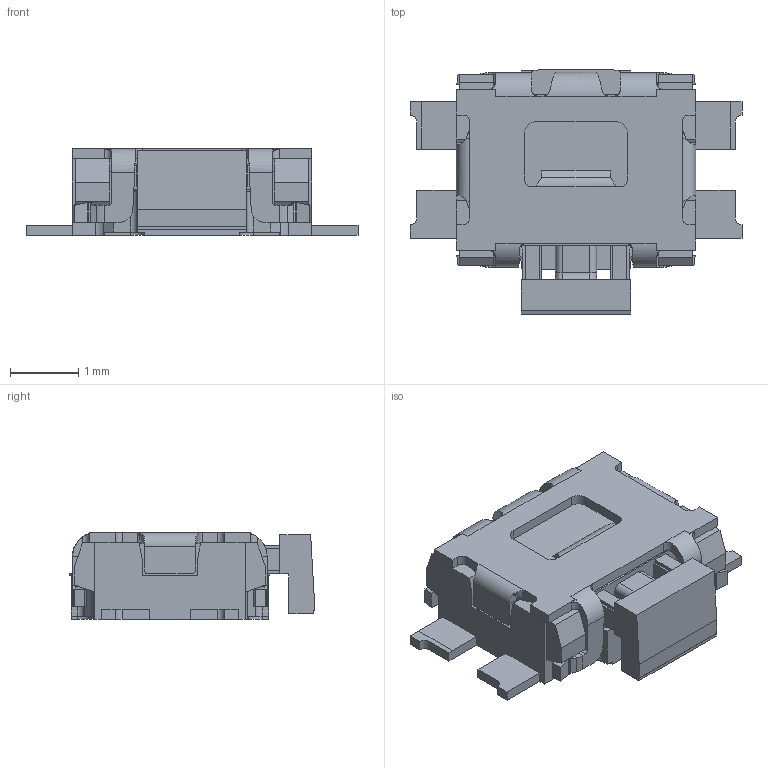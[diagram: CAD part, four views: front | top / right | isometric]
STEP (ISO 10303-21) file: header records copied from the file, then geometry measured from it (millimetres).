
FILE_DESCRIPTION (( 'STEP AP214' ), '1' );
FILE_NAME ('SKSCLC.STEP', '2010-12-01T01:21:09', ( '' ), ( '' ), 'SwSTEP 2.0', 'SolidWorks 2007', '' );
FILE_SCHEMA (( 'AUTOMOTIVE_DESIGN' ));
Length unit declared in the file: millimetre
Products named in the file (1): SKSCLC
Bounding box: 4.85 x 3.56 x 1.27 mm (x, y, z)
Volume: 12.4 mm3; surface area: 57.9 mm2
Topology: 1 solids, 1 shells, 452 faces, 1270 edges, 810 vertices
Faces by surface type: plane 340, cylinder 96, bspline 16
Entity records: 19809 total; most frequent: CARTESIAN_POINT 3255, ORIENTED_EDGE 2540, DIRECTION 2240, EDGE_CURVE 1270, VECTOR 1006, LINE 1006, VERTEX_POINT 810, AXIS2_PLACEMENT_3D 617
